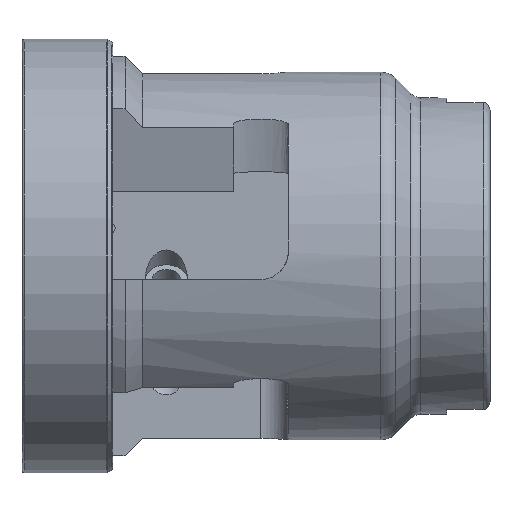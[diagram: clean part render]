
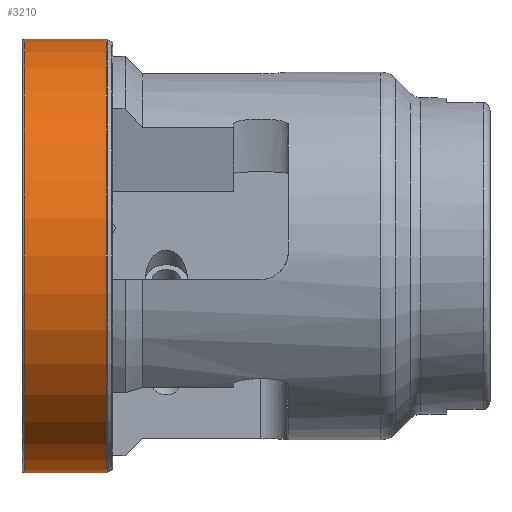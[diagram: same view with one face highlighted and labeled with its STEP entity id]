
A CAD part, front view. The second image highlights one B-rep face of the part: STEP entity #3210.
In plain terms, the highlighted cylindrical face has radius 31.499 mm (diameter 62.997 mm), a full revolution.
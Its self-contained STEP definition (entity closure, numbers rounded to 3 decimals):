
#125 = EDGE_CURVE ( 'NONE', #4458, #4458, #2266, .T. ) ;
#253 = DIRECTION ( 'NONE',  ( 0., 0., 1. ) ) ;
#276 = CARTESIAN_POINT ( 'NONE',  ( -1.616, 0.008, 0. ) ) ;
#758 = EDGE_LOOP ( 'NONE', ( #3983 ) ) ;
#764 = FACE_OUTER_BOUND ( 'NONE', #758, .T. ) ;
#907 = FACE_OUTER_BOUND ( 'NONE', #6021, .T. ) ;
#1586 = EDGE_CURVE ( 'NONE', #5292, #5292, #3925, .T. ) ;
#1781 = ORIENTED_EDGE ( 'NONE', *, *, #1586, .T. ) ;
#2266 = CIRCLE ( 'NONE', #3881, 31.499 ) ;
#2466 = DIRECTION ( 'NONE',  ( -1., 0., 0. ) ) ;
#2691 = CYLINDRICAL_SURFACE ( 'NONE', #5419, 31.499 ) ;
#2807 = CARTESIAN_POINT ( 'NONE',  ( -1.616, 0.008, 31.499 ) ) ;
#3210 = ADVANCED_FACE ( 'NONE', ( #907, #764 ), #2691, .T. ) ;
#3600 = AXIS2_PLACEMENT_3D ( 'NONE', #5328, #2466, #5813 ) ;
#3614 = DIRECTION ( 'NONE',  ( -1., 0., 0. ) ) ;
#3881 = AXIS2_PLACEMENT_3D ( 'NONE', #276, #3614, #253 ) ;
#3925 = CIRCLE ( 'NONE', #3600, 31.499 ) ;
#3983 = ORIENTED_EDGE ( 'NONE', *, *, #125, .F. ) ;
#4458 = VERTEX_POINT ( 'NONE', #2807 ) ;
#4502 = DIRECTION ( 'NONE',  ( 0., 0., 1. ) ) ;
#5292 = VERTEX_POINT ( 'NONE', #6187 ) ;
#5328 = CARTESIAN_POINT ( 'NONE',  ( 10.284, 0.008, 0. ) ) ;
#5419 = AXIS2_PLACEMENT_3D ( 'NONE', #5451, #5427, #4502 ) ;
#5427 = DIRECTION ( 'NONE',  ( -1., 0., 0. ) ) ;
#5451 = CARTESIAN_POINT ( 'NONE',  ( -8.017, 0.008, 0. ) ) ;
#5813 = DIRECTION ( 'NONE',  ( 0., 0., 1. ) ) ;
#6021 = EDGE_LOOP ( 'NONE', ( #1781 ) ) ;
#6187 = CARTESIAN_POINT ( 'NONE',  ( 10.284, 0.008, 31.499 ) ) ;
